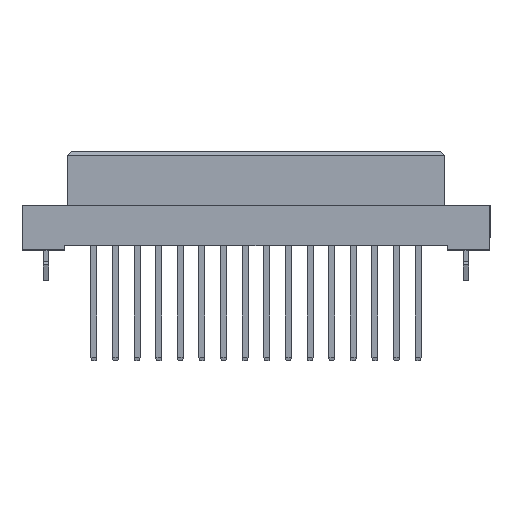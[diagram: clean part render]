
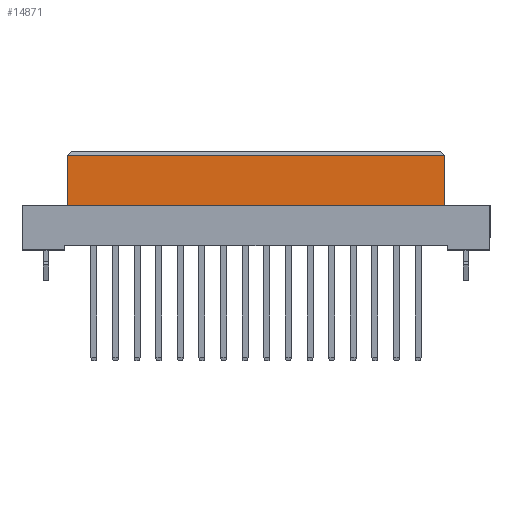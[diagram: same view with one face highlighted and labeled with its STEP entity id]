
A CAD part, top view. The second image highlights one B-rep face of the part: STEP entity #14871.
In plain terms, the highlighted planar face has unit normal (0, 0, 1).
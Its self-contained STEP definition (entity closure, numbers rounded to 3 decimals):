
#767 = EDGE_CURVE ( 'NONE', #6978, #2684, #18538, .T. ) ;
#793 = CARTESIAN_POINT ( 'NONE',  ( -22.2, -6.4, 4.25 ) ) ;
#820 = EDGE_CURVE ( 'NONE', #13745, #6252, #1618, .T. ) ;
#1368 = VECTOR ( 'NONE', #9109, 1000. ) ;
#1539 = CARTESIAN_POINT ( 'NONE',  ( 22.2, -0.5, 4.25 ) ) ;
#1618 = LINE ( 'NONE', #3415, #12823 ) ;
#1646 = ORIENTED_EDGE ( 'NONE', *, *, #820, .T. ) ;
#2058 = DIRECTION ( 'NONE',  ( -1., 0., 0. ) ) ;
#2684 = VERTEX_POINT ( 'NONE', #3572 ) ;
#3415 = CARTESIAN_POINT ( 'NONE',  ( -22.2, -0.5, 4.25 ) ) ;
#3572 = CARTESIAN_POINT ( 'NONE',  ( 22.2, -6.4, 4.25 ) ) ;
#5957 = FACE_OUTER_BOUND ( 'NONE', #18408, .T. ) ;
#6252 = VERTEX_POINT ( 'NONE', #19511 ) ;
#6978 = VERTEX_POINT ( 'NONE', #20465 ) ;
#7086 = CARTESIAN_POINT ( 'NONE',  ( 22.2, -6.4, 4.25 ) ) ;
#7612 = DIRECTION ( 'NONE',  ( 0., 1., 0. ) ) ;
#8763 = LINE ( 'NONE', #7086, #1368 ) ;
#9109 = DIRECTION ( 'NONE',  ( 0., 1., 0. ) ) ;
#9188 = LINE ( 'NONE', #793, #11622 ) ;
#9873 = ORIENTED_EDGE ( 'NONE', *, *, #20104, .F. ) ;
#10197 = DIRECTION ( 'NONE',  ( 1., 0., 0. ) ) ;
#11622 = VECTOR ( 'NONE', #7612, 1000. ) ;
#12728 = PLANE ( 'NONE',  #17374 ) ;
#12788 = ORIENTED_EDGE ( 'NONE', *, *, #767, .T. ) ;
#12823 = VECTOR ( 'NONE', #2058, 1000. ) ;
#13535 = CARTESIAN_POINT ( 'NONE',  ( 22.2, -6.4, 4.25 ) ) ;
#13745 = VERTEX_POINT ( 'NONE', #1539 ) ;
#13950 = ORIENTED_EDGE ( 'NONE', *, *, #15713, .T. ) ;
#14218 = VECTOR ( 'NONE', #10197, 1000. ) ;
#14801 = CARTESIAN_POINT ( 'NONE',  ( 22.2, -6.4, 4.25 ) ) ;
#14871 = ADVANCED_FACE ( 'NONE', ( #5957 ), #12728, .T. ) ;
#15713 = EDGE_CURVE ( 'NONE', #2684, #13745, #8763, .T. ) ;
#17374 = AXIS2_PLACEMENT_3D ( 'NONE', #14801, #18149, #19514 ) ;
#18149 = DIRECTION ( 'NONE',  ( 0., 0., 1. ) ) ;
#18408 = EDGE_LOOP ( 'NONE', ( #13950, #1646, #9873, #12788 ) ) ;
#18538 = LINE ( 'NONE', #13535, #14218 ) ;
#19511 = CARTESIAN_POINT ( 'NONE',  ( -22.2, -0.5, 4.25 ) ) ;
#19514 = DIRECTION ( 'NONE',  ( 1., 0., 0. ) ) ;
#20104 = EDGE_CURVE ( 'NONE', #6978, #6252, #9188, .T. ) ;
#20465 = CARTESIAN_POINT ( 'NONE',  ( -22.2, -6.4, 4.25 ) ) ;
